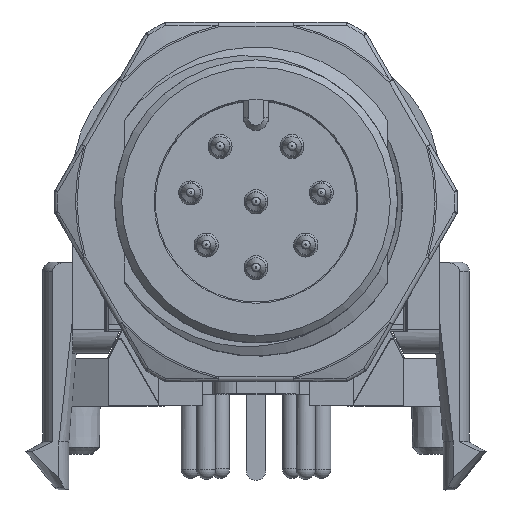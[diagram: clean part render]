
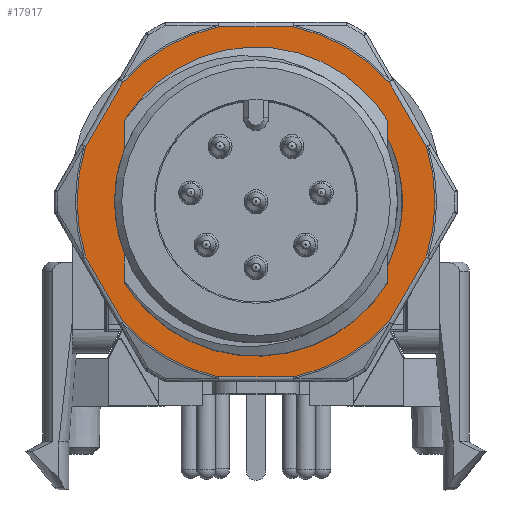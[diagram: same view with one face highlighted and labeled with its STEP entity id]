
A CAD part, top view. The second image highlights one B-rep face of the part: STEP entity #17917.
In plain terms, the highlighted planar face has unit normal (0, 0, 1).
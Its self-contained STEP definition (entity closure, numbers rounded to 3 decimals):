
#503=B_SPLINE_CURVE_WITH_KNOTS('',3,(#27595,#27596,#27597,#27598),
 .UNSPECIFIED.,.F.,.F.,(4,4),(0.,0.005),
 .UNSPECIFIED.);
#506=B_SPLINE_CURVE_WITH_KNOTS('',3,(#27712,#27713,#27714,#27715,#27716,
#27717,#27718),.UNSPECIFIED.,.F.,.F.,(4,1,1,1,4),(0.,0.003,
0.007,0.01,0.014),.UNSPECIFIED.);
#512=B_SPLINE_CURVE_WITH_KNOTS('',3,(#27813,#27814,#27815,#27816,#27817,
#27818,#27819),.UNSPECIFIED.,.F.,.F.,(4,1,1,1,4),(0.,0.003,
0.007,0.01,0.014),.UNSPECIFIED.);
#1326=PLANE('',#19556);
#2017=LINE('',#28885,#3205);
#2047=LINE('',#29759,#3235);
#2049=LINE('',#29867,#3237);
#2051=LINE('',#29969,#3239);
#2052=LINE('',#30064,#3240);
#2053=LINE('',#30066,#3241);
#3205=VECTOR('',#22222,1000.);
#3235=VECTOR('',#22582,1000.);
#3237=VECTOR('',#22616,1000.);
#3239=VECTOR('',#22648,1000.);
#3240=VECTOR('',#22677,1000.);
#3241=VECTOR('',#22680,1000.);
#5807=ORIENTED_EDGE('',*,*,#10280,.F.);
#5808=ORIENTED_EDGE('',*,*,#10273,.T.);
#5809=ORIENTED_EDGE('',*,*,#10266,.F.);
#5810=ORIENTED_EDGE('',*,*,#10259,.F.);
#5811=ORIENTED_EDGE('',*,*,#10252,.F.);
#5812=ORIENTED_EDGE('',*,*,#10245,.F.);
#5813=ORIENTED_EDGE('',*,*,#10238,.F.);
#5814=ORIENTED_EDGE('',*,*,#10285,.T.);
#5815=ORIENTED_EDGE('',*,*,#10036,.F.);
#5816=ORIENTED_EDGE('',*,*,#10081,.F.);
#5817=ORIENTED_EDGE('',*,*,#10075,.F.);
#5818=ORIENTED_EDGE('',*,*,#10284,.F.);
#5819=ORIENTED_EDGE('',*,*,#9938,.T.);
#5820=ORIENTED_EDGE('',*,*,#9930,.F.);
#5821=ORIENTED_EDGE('',*,*,#9927,.F.);
#5822=ORIENTED_EDGE('',*,*,#9936,.F.);
#9927=EDGE_CURVE('',#12395,#12397,#503,.T.);
#9930=EDGE_CURVE('',#12397,#12399,#506,.T.);
#9936=EDGE_CURVE('',#12404,#12395,#512,.T.);
#9938=EDGE_CURVE('',#12404,#12399,#13851,.F.);
#10036=EDGE_CURVE('',#12472,#12470,#13871,.T.);
#10075=EDGE_CURVE('',#12491,#12492,#13895,.T.);
#10081=EDGE_CURVE('',#12492,#12472,#2017,.T.);
#10238=EDGE_CURVE('',#12574,#12575,#13993,.T.);
#10245=EDGE_CURVE('',#12575,#12578,#2047,.T.);
#10252=EDGE_CURVE('',#12578,#12581,#14003,.T.);
#10259=EDGE_CURVE('',#12581,#12584,#2049,.T.);
#10266=EDGE_CURVE('',#12584,#12587,#14012,.T.);
#10273=EDGE_CURVE('',#12590,#12587,#2051,.T.);
#10280=EDGE_CURVE('',#12590,#12593,#14022,.T.);
#10284=EDGE_CURVE('',#12593,#12491,#2052,.T.);
#10285=EDGE_CURVE('',#12574,#12470,#2053,.T.);
#12395=VERTEX_POINT('',#27593);
#12397=VERTEX_POINT('',#27599);
#12399=VERTEX_POINT('',#27719);
#12404=VERTEX_POINT('',#27812);
#12470=VERTEX_POINT('',#28635);
#12472=VERTEX_POINT('',#28641);
#12491=VERTEX_POINT('',#28829);
#12492=VERTEX_POINT('',#28833);
#12574=VERTEX_POINT('',#29704);
#12575=VERTEX_POINT('',#29708);
#12578=VERTEX_POINT('',#29756);
#12581=VERTEX_POINT('',#29812);
#12584=VERTEX_POINT('',#29864);
#12587=VERTEX_POINT('',#29917);
#12590=VERTEX_POINT('',#29966);
#12593=VERTEX_POINT('',#30019);
#13851=CIRCLE('',#19249,5.459);
#13871=CIRCLE('',#19298,7.465);
#13895=CIRCLE('',#19339,7.465);
#13993=CIRCLE('',#19503,7.465);
#14003=CIRCLE('',#19519,7.465);
#14012=CIRCLE('',#19534,7.465);
#14022=CIRCLE('',#19550,7.465);
#14984=EDGE_LOOP('',(#5807,#5808,#5809,#5810,#5811,#5812,#5813,#5814,#5815,
#5816,#5817,#5818));
#14985=EDGE_LOOP('',(#5819,#5820,#5821,#5822));
#16311=FACE_BOUND('',#14984,.T.);
#16312=FACE_BOUND('',#14985,.T.);
#17917=ADVANCED_FACE('',(#16311,#16312),#1326,.T.);
#19249=AXIS2_PLACEMENT_3D('',#27825,#21965,#21966);
#19298=AXIS2_PLACEMENT_3D('',#28642,#22119,#22120);
#19339=AXIS2_PLACEMENT_3D('',#28836,#22207,#22208);
#19503=AXIS2_PLACEMENT_3D('',#29711,#22565,#22566);
#19519=AXIS2_PLACEMENT_3D('',#29815,#22599,#22600);
#19534=AXIS2_PLACEMENT_3D('',#29920,#22631,#22632);
#19550=AXIS2_PLACEMENT_3D('',#30022,#22665,#22666);
#19556=AXIS2_PLACEMENT_3D('',#30065,#22678,#22679);
#21965=DIRECTION('',(0.,0.,1.));
#21966=DIRECTION('',(1.,0.,0.));
#22119=DIRECTION('',(0.,0.,-1.));
#22120=DIRECTION('',(0.742,-0.67,0.));
#22207=DIRECTION('',(0.,0.,-1.));
#22208=DIRECTION('',(0.951,0.308,0.));
#22222=DIRECTION('',(-0.5,-0.866,0.));
#22565=DIRECTION('',(0.,0.,-1.));
#22566=DIRECTION('',(-0.209,-0.978,0.));
#22582=DIRECTION('',(-0.5,0.866,0.));
#22599=DIRECTION('',(0.,0.,-1.));
#22600=DIRECTION('',(-0.951,-0.308,0.));
#22616=DIRECTION('',(0.5,0.866,0.));
#22631=DIRECTION('',(0.,0.,-1.));
#22632=DIRECTION('',(-0.742,0.67,0.));
#22648=DIRECTION('',(-1.,0.,0.));
#22665=DIRECTION('',(0.,0.,-1.));
#22666=DIRECTION('',(0.209,0.978,0.));
#22677=DIRECTION('',(0.5,-0.866,0.));
#22678=DIRECTION('',(0.,0.,1.));
#22679=DIRECTION('',(0.,-1.,0.));
#22680=DIRECTION('',(1.,0.,0.));
#27593=CARTESIAN_POINT('',(5.641,-2.337,-11.5));
#27595=CARTESIAN_POINT('',(5.641,-2.337,-11.5));
#27596=CARTESIAN_POINT('',(6.254,-0.857,-11.5));
#27597=CARTESIAN_POINT('',(6.254,0.858,-11.5));
#27598=CARTESIAN_POINT('',(5.641,2.337,-11.5));
#27599=CARTESIAN_POINT('',(5.641,2.337,-11.5));
#27712=CARTESIAN_POINT('',(5.641,2.337,-11.5));
#27713=CARTESIAN_POINT('',(5.158,3.37,-11.5));
#27714=CARTESIAN_POINT('',(3.603,5.144,-11.5));
#27715=CARTESIAN_POINT('',(0.211,6.13,-11.5));
#27716=CARTESIAN_POINT('',(-3.183,5.061,-11.5));
#27717=CARTESIAN_POINT('',(-4.638,3.196,-11.5));
#27718=CARTESIAN_POINT('',(-5.029,2.122,-11.5));
#27719=CARTESIAN_POINT('',(-5.029,2.122,-11.5));
#27812=CARTESIAN_POINT('',(-5.028,-2.124,-11.5));
#27813=CARTESIAN_POINT('',(-5.028,-2.124,-11.5));
#27814=CARTESIAN_POINT('',(-4.638,-3.196,-11.5));
#27815=CARTESIAN_POINT('',(-3.178,-5.064,-11.5));
#27816=CARTESIAN_POINT('',(0.206,-6.131,-11.5));
#27817=CARTESIAN_POINT('',(3.61,-5.14,-11.5));
#27818=CARTESIAN_POINT('',(5.158,-3.371,-11.5));
#27819=CARTESIAN_POINT('',(5.641,-2.337,-11.5));
#27825=CARTESIAN_POINT('',(0.,0.,-11.5));
#28635=CARTESIAN_POINT('',(1.56,-7.3,-11.5));
#28641=CARTESIAN_POINT('',(5.542,-5.001,-11.5));
#28642=CARTESIAN_POINT('',(0.,0.,-11.5));
#28829=CARTESIAN_POINT('',(7.102,2.299,-11.5));
#28833=CARTESIAN_POINT('',(7.102,-2.299,-11.5));
#28836=CARTESIAN_POINT('',(0.,0.,-11.5));
#28885=CARTESIAN_POINT('',(7.102,-2.299,-11.5));
#29704=CARTESIAN_POINT('',(-1.56,-7.3,-11.5));
#29708=CARTESIAN_POINT('',(-5.542,-5.001,-11.5));
#29711=CARTESIAN_POINT('',(0.,0.,-11.5));
#29756=CARTESIAN_POINT('',(-7.102,-2.299,-11.5));
#29759=CARTESIAN_POINT('',(-5.542,-5.001,-11.5));
#29812=CARTESIAN_POINT('',(-7.102,2.299,-11.5));
#29815=CARTESIAN_POINT('',(0.,0.,-11.5));
#29864=CARTESIAN_POINT('',(-5.542,5.001,-11.5));
#29867=CARTESIAN_POINT('',(-7.102,2.299,-11.5));
#29917=CARTESIAN_POINT('',(-1.56,7.3,-11.5));
#29920=CARTESIAN_POINT('',(0.,0.,-11.5));
#29966=CARTESIAN_POINT('',(1.56,7.3,-11.5));
#29969=CARTESIAN_POINT('',(1.56,7.3,-11.5));
#30019=CARTESIAN_POINT('',(5.542,5.001,-11.5));
#30022=CARTESIAN_POINT('',(0.,0.,-11.5));
#30064=CARTESIAN_POINT('',(5.542,5.001,-11.5));
#30065=CARTESIAN_POINT('',(0.,0.,-11.5));
#30066=CARTESIAN_POINT('',(-1.56,-7.3,-11.5));
